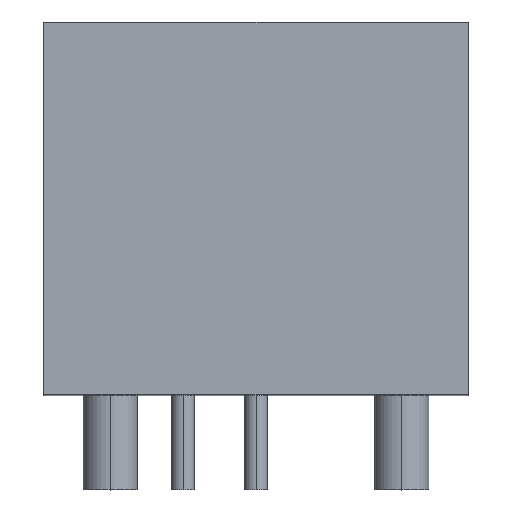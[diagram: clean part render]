
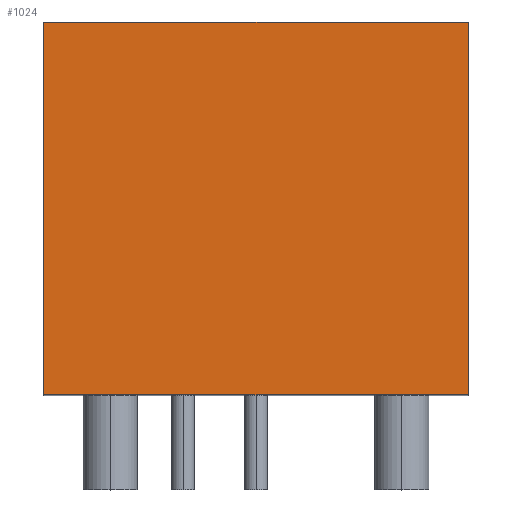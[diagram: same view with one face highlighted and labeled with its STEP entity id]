
A CAD part, top view. The second image highlights one B-rep face of the part: STEP entity #1024.
In plain terms, the highlighted planar face has unit normal (0, 0, 1).
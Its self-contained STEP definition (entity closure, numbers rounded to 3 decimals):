
#26 = EDGE_LOOP ( 'NONE', ( #1108, #1225, #262, #868 ) ) ;
#27 = DIRECTION ( 'NONE',  ( 0., 1., 0. ) ) ;
#28 = AXIS2_PLACEMENT_3D ( 'NONE', #1065, #152, #1282 ) ;
#107 = DIRECTION ( 'NONE',  ( 0., -1., 0. ) ) ;
#122 = CARTESIAN_POINT ( 'NONE',  ( -7.4, 6.5, 0. ) ) ;
#152 = DIRECTION ( 'NONE',  ( 0., 0., 1. ) ) ;
#262 = ORIENTED_EDGE ( 'NONE', *, *, #1156, .T. ) ;
#275 = LINE ( 'NONE', #1045, #1317 ) ;
#306 = VERTEX_POINT ( 'NONE', #983 ) ;
#475 = EDGE_CURVE ( 'NONE', #306, #1249, #1171, .T. ) ;
#533 = CARTESIAN_POINT ( 'NONE',  ( -7.4, 6.5, 0. ) ) ;
#557 = DIRECTION ( 'NONE',  ( -1., 0., 0. ) ) ;
#558 = EDGE_CURVE ( 'NONE', #1149, #306, #275, .T. ) ;
#583 = EDGE_CURVE ( 'NONE', #1249, #985, #810, .T. ) ;
#615 = CARTESIAN_POINT ( 'NONE',  ( -7.4, 6.5, 0. ) ) ;
#810 = LINE ( 'NONE', #122, #954 ) ;
#868 = ORIENTED_EDGE ( 'NONE', *, *, #558, .T. ) ;
#954 = VECTOR ( 'NONE', #557, 1000. ) ;
#983 = CARTESIAN_POINT ( 'NONE',  ( 7.4, -6.5, 0. ) ) ;
#985 = VERTEX_POINT ( 'NONE', #533 ) ;
#992 = PLANE ( 'NONE',  #28 ) ;
#1024 = ADVANCED_FACE ( 'NONE', ( #1193 ), #992, .T. ) ;
#1045 = CARTESIAN_POINT ( 'NONE',  ( -7.4, -6.5, 0. ) ) ;
#1065 = CARTESIAN_POINT ( 'NONE',  ( 0., 0., 0. ) ) ;
#1079 = CARTESIAN_POINT ( 'NONE',  ( -7.4, -6.5, 0. ) ) ;
#1108 = ORIENTED_EDGE ( 'NONE', *, *, #475, .T. ) ;
#1139 = CARTESIAN_POINT ( 'NONE',  ( 7.4, 6.5, 0. ) ) ;
#1149 = VERTEX_POINT ( 'NONE', #1079 ) ;
#1156 = EDGE_CURVE ( 'NONE', #985, #1149, #1304, .T. ) ;
#1171 = LINE ( 'NONE', #1271, #1207 ) ;
#1186 = DIRECTION ( 'NONE',  ( 1., 0., 0. ) ) ;
#1193 = FACE_OUTER_BOUND ( 'NONE', #26, .T. ) ;
#1207 = VECTOR ( 'NONE', #27, 1000. ) ;
#1225 = ORIENTED_EDGE ( 'NONE', *, *, #583, .T. ) ;
#1249 = VERTEX_POINT ( 'NONE', #1139 ) ;
#1271 = CARTESIAN_POINT ( 'NONE',  ( 7.4, 6.5, 0. ) ) ;
#1274 = VECTOR ( 'NONE', #107, 1000. ) ;
#1282 = DIRECTION ( 'NONE',  ( 1., 0., 0. ) ) ;
#1304 = LINE ( 'NONE', #615, #1274 ) ;
#1317 = VECTOR ( 'NONE', #1186, 1000. ) ;
